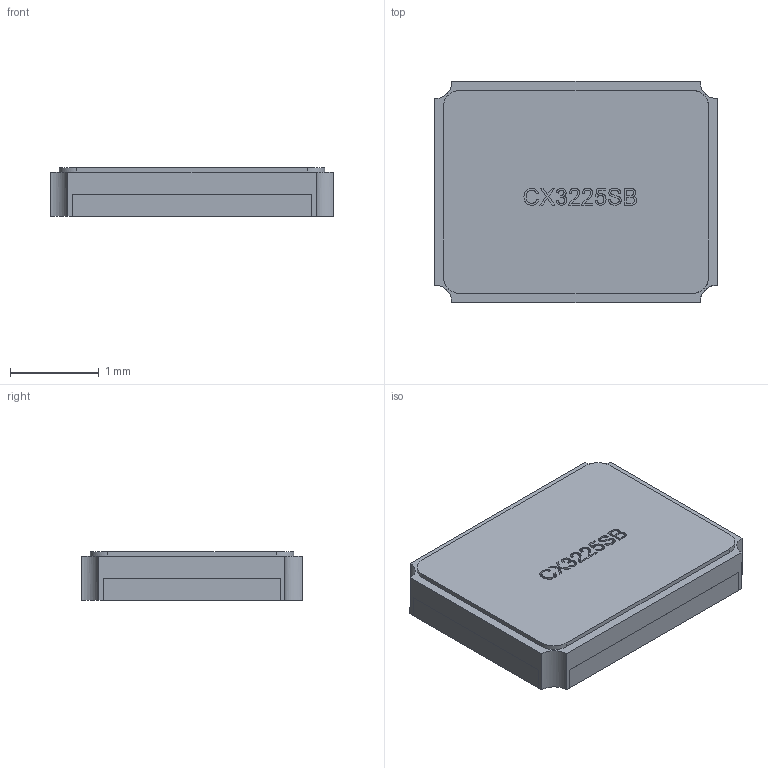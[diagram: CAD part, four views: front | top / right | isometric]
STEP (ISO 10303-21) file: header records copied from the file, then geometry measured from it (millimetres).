
FILE_DESCRIPTION (( 'STEP AP214' ), '1' );
FILE_NAME ('E084D4A7-BDDC-4E0D-92CF-AE5E9CFB1553.STEP', '2022-11-11T04:44:59', ( '' ), ( '' ), 'SwSTEP 2.0', 'SolidWorks 2022', '' );
FILE_SCHEMA (( 'AUTOMOTIVE_DESIGN' ));
Length unit declared in the file: millimetre
Products named in the file (1): E084D4A7-BDDC-4E0D-92CF-AE5E9CFB1553
Bounding box: 3.2 x 2.5 x 0.55 mm (x, y, z)
Volume: 4.3 mm3; surface area: 22.5 mm2
Topology: 1 solids, 1 shells, 284 faces, 803 edges, 536 vertices
Faces by surface type: bspline 163, plane 113, cylinder 8
Entity records: 10041 total; most frequent: CARTESIAN_POINT 3626, ORIENTED_EDGE 1606, EDGE_CURVE 803, DIRECTION 657, VERTEX_POINT 536, VECTOR 405, LINE 405, B_SPLINE_CURVE_WITH_KNOTS 394
